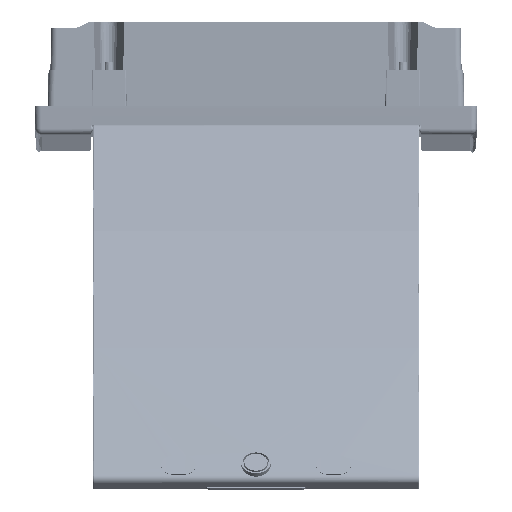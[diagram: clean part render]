
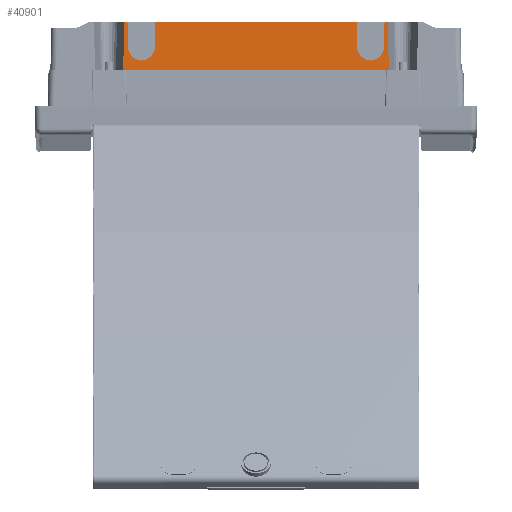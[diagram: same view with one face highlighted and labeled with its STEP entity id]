
A CAD part, left-side view. The second image highlights one B-rep face of the part: STEP entity #40901.
In plain terms, the highlighted face is planar.
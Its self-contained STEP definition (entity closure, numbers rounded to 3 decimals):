
#604=CIRCLE('',#48877,10.935);
#618=CIRCLE('',#48949,10.935);
#5566=ORIENTED_EDGE('',*,*,#15395,.T.);
#5567=ORIENTED_EDGE('',*,*,#15397,.T.);
#5568=ORIENTED_EDGE('',*,*,#15222,.F.);
#5569=ORIENTED_EDGE('',*,*,#15540,.F.);
#5570=ORIENTED_EDGE('',*,*,#15546,.T.);
#5571=ORIENTED_EDGE('',*,*,#15382,.T.);
#5572=ORIENTED_EDGE('',*,*,#15194,.T.);
#5573=ORIENTED_EDGE('',*,*,#15248,.F.);
#5574=ORIENTED_EDGE('',*,*,#15244,.F.);
#5575=ORIENTED_EDGE('',*,*,#15249,.F.);
#5576=ORIENTED_EDGE('',*,*,#15190,.F.);
#5577=ORIENTED_EDGE('',*,*,#15398,.T.);
#15190=EDGE_CURVE('',#20421,#20422,#24456,.T.);
#15194=EDGE_CURVE('',#20426,#20425,#24460,.T.);
#15222=EDGE_CURVE('',#20453,#20454,#24484,.T.);
#15244=EDGE_CURVE('',#20475,#20476,#604,.T.);
#15248=EDGE_CURVE('',#20476,#20425,#24487,.T.);
#15249=EDGE_CURVE('',#20422,#20475,#24488,.T.);
#15382=EDGE_CURVE('',#20563,#20426,#24602,.T.);
#15395=EDGE_CURVE('',#20573,#20575,#618,.T.);
#15397=EDGE_CURVE('',#20575,#20454,#24610,.T.);
#15398=EDGE_CURVE('',#20421,#20573,#24611,.T.);
#15540=EDGE_CURVE('',#20661,#20453,#24734,.T.);
#15546=EDGE_CURVE('',#20661,#20563,#24740,.T.);
#20421=VERTEX_POINT('',#66706);
#20422=VERTEX_POINT('',#66708);
#20425=VERTEX_POINT('',#66714);
#20426=VERTEX_POINT('',#66716);
#20453=VERTEX_POINT('',#66770);
#20454=VERTEX_POINT('',#66772);
#20475=VERTEX_POINT('',#66834);
#20476=VERTEX_POINT('',#66836);
#20563=VERTEX_POINT('',#67141);
#20573=VERTEX_POINT('',#67181);
#20575=VERTEX_POINT('',#67185);
#20661=VERTEX_POINT('',#67498);
#24456=LINE('',#66707,#27814);
#24460=LINE('',#66715,#27818);
#24484=LINE('',#66771,#27842);
#24487=LINE('',#66842,#27845);
#24488=LINE('',#66844,#27846);
#24602=LINE('',#67157,#27960);
#24610=LINE('',#67189,#27968);
#24611=LINE('',#67191,#27969);
#24734=LINE('',#67515,#28092);
#24740=LINE('',#67526,#28098);
#27814=VECTOR('',#54042,1000.);
#27818=VECTOR('',#54046,1000.);
#27842=VECTOR('',#54078,1000.);
#27845=VECTOR('',#54169,1000.);
#27846=VECTOR('',#54172,1000.);
#27960=VECTOR('',#54392,1000.);
#27968=VECTOR('',#54432,1000.);
#27969=VECTOR('',#54435,1000.);
#28092=VECTOR('',#54668,1000.);
#28098=VECTOR('',#54682,1000.);
#31122=EDGE_LOOP('',(#5566,#5567,#5568,#5569,#5570,#5571,#5572,#5573,#5574,
#5575,#5576,#5577));
#35468=FACE_BOUND('',#31122,.T.);
#39559=PLANE('',#49010);
#40901=ADVANCED_FACE('',(#35468),#39559,.T.);
#48877=AXIS2_PLACEMENT_3D('',#66835,#54160,#54161);
#48949=AXIS2_PLACEMENT_3D('',#67186,#54427,#54428);
#49010=AXIS2_PLACEMENT_3D('',#67525,#54680,#54681);
#54042=DIRECTION('',(0.,0.,-1.));
#54046=DIRECTION('',(0.,0.,1.));
#54078=DIRECTION('',(0.,0.,-1.));
#54160=DIRECTION('',(-1.,-0.017,0.));
#54161=DIRECTION('',(-0.017,1.,0.));
#54169=DIRECTION('',(0.017,-1.,-0.017));
#54172=DIRECTION('',(-0.017,1.,-0.017));
#54392=DIRECTION('',(0.017,-1.,0.012));
#54427=DIRECTION('',(1.,0.017,0.));
#54428=DIRECTION('',(-0.017,1.,0.));
#54432=DIRECTION('',(0.017,-1.,0.017));
#54435=DIRECTION('',(-0.017,1.,0.017));
#54668=DIRECTION('',(0.017,-1.,-0.012));
#54680=DIRECTION('',(-1.,-0.017,0.));
#54681=DIRECTION('',(-0.017,1.,0.));
#54682=DIRECTION('',(0.,0.,-1.));
#66706=CARTESIAN_POINT('',(-183.813,0.,81.07));
#66707=CARTESIAN_POINT('',(-183.813,0.,178.445));
#66708=CARTESIAN_POINT('',(-183.813,0.,-81.07));
#66714=CARTESIAN_POINT('',(-183.813,0.,-103.633));
#66715=CARTESIAN_POINT('',(-183.813,0.,-178.445));
#66716=CARTESIAN_POINT('',(-183.813,0.,-106.511));
#66770=CARTESIAN_POINT('',(-183.813,0.,106.511));
#66771=CARTESIAN_POINT('',(-183.813,0.,178.445));
#66772=CARTESIAN_POINT('',(-183.813,0.,103.633));
#66834=CARTESIAN_POINT('',(-184.159,19.857,-81.416));
#66835=CARTESIAN_POINT('',(-184.159,19.857,-92.351));
#66836=CARTESIAN_POINT('',(-184.159,19.857,-103.286));
#66842=CARTESIAN_POINT('',(-184.103,16.644,-103.342));
#66844=CARTESIAN_POINT('',(-184.103,16.644,-81.36));
#67141=CARTESIAN_POINT('',(-184.49,38.8,-106.99));
#67157=CARTESIAN_POINT('',(-184.505,39.681,-107.001));
#67181=CARTESIAN_POINT('',(-184.159,19.857,81.416));
#67185=CARTESIAN_POINT('',(-184.159,19.857,103.286));
#67186=CARTESIAN_POINT('',(-184.159,19.857,92.351));
#67189=CARTESIAN_POINT('',(-184.467,37.483,102.979));
#67191=CARTESIAN_POINT('',(-184.519,40.487,81.776));
#67498=CARTESIAN_POINT('',(-184.49,38.8,106.99));
#67515=CARTESIAN_POINT('',(-184.505,39.681,107.001));
#67525=CARTESIAN_POINT('',(-184.49,38.8,178.445));
#67526=CARTESIAN_POINT('',(-184.49,38.8,178.445));
